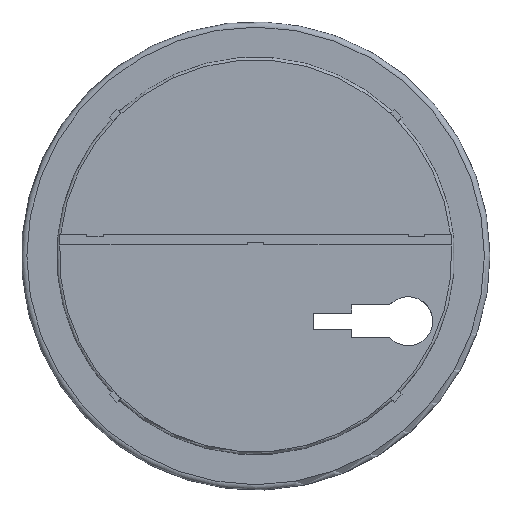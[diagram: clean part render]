
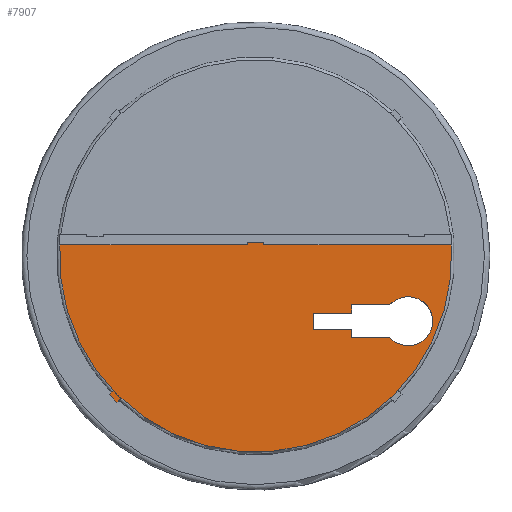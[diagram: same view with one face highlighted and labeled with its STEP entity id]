
A CAD part, top view. The second image highlights one B-rep face of the part: STEP entity #7907.
In plain terms, the highlighted planar face has unit normal (0, 0, 1).
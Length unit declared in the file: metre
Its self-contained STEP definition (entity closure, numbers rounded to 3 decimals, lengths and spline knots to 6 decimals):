
#178=PLANE('',#8412);
#534=LINE('',#11283,#1280);
#536=LINE('',#11287,#1282);
#537=LINE('',#11290,#1283);
#538=LINE('',#11294,#1284);
#539=LINE('',#11296,#1285);
#540=LINE('',#11298,#1286);
#541=LINE('',#11300,#1287);
#542=LINE('',#11302,#1288);
#543=LINE('',#11303,#1289);
#544=LINE('',#11305,#1290);
#545=LINE('',#11307,#1291);
#546=LINE('',#11308,#1292);
#547=LINE('',#11311,#1293);
#548=LINE('',#11313,#1294);
#549=LINE('',#11315,#1295);
#550=LINE('',#11316,#1296);
#551=LINE('',#11318,#1297);
#1280=VECTOR('',#8996,1.);
#1282=VECTOR('',#9000,1.);
#1283=VECTOR('',#9001,1.);
#1284=VECTOR('',#9004,1.);
#1285=VECTOR('',#9005,1.);
#1286=VECTOR('',#9006,1.);
#1287=VECTOR('',#9007,1.);
#1288=VECTOR('',#9008,1.);
#1289=VECTOR('',#9009,1.);
#1290=VECTOR('',#9010,1.);
#1291=VECTOR('',#9011,1.);
#1292=VECTOR('',#9012,1.);
#1293=VECTOR('',#9013,1.);
#1294=VECTOR('',#9014,1.);
#1295=VECTOR('',#9015,1.);
#1296=VECTOR('',#9016,1.);
#1297=VECTOR('',#9017,1.);
#1940=CIRCLE('',#8360,0.036);
#1942=CIRCLE('',#8363,0.036);
#1980=CIRCLE('',#8409,0.0045);
#1982=CIRCLE('',#8413,0.036);
#2394=ORIENTED_EDGE('',*,*,#4847,.F.);
#2395=ORIENTED_EDGE('',*,*,#4848,.T.);
#2396=ORIENTED_EDGE('',*,*,#4849,.T.);
#2397=ORIENTED_EDGE('',*,*,#4850,.F.);
#2398=ORIENTED_EDGE('',*,*,#4851,.T.);
#2399=ORIENTED_EDGE('',*,*,#4852,.T.);
#2400=ORIENTED_EDGE('',*,*,#4853,.F.);
#2401=ORIENTED_EDGE('',*,*,#4854,.F.);
#2402=ORIENTED_EDGE('',*,*,#4539,.T.);
#2403=ORIENTED_EDGE('',*,*,#4533,.T.);
#2404=ORIENTED_EDGE('',*,*,#4855,.T.);
#2405=ORIENTED_EDGE('',*,*,#4856,.T.);
#2406=ORIENTED_EDGE('',*,*,#4857,.F.);
#2407=ORIENTED_EDGE('',*,*,#4858,.T.);
#2408=ORIENTED_EDGE('',*,*,#4859,.T.);
#2409=ORIENTED_EDGE('',*,*,#4860,.F.);
#2410=ORIENTED_EDGE('',*,*,#4861,.T.);
#2411=ORIENTED_EDGE('',*,*,#4845,.T.);
#2412=ORIENTED_EDGE('',*,*,#4840,.F.);
#2413=ORIENTED_EDGE('',*,*,#4862,.F.);
#2414=ORIENTED_EDGE('',*,*,#4863,.F.);
#4533=EDGE_CURVE('',#5763,#5762,#1940,.T.);
#4539=EDGE_CURVE('',#5768,#5763,#1942,.T.);
#4840=EDGE_CURVE('',#6059,#6060,#1980,.T.);
#4845=EDGE_CURVE('',#6063,#6060,#534,.T.);
#4847=EDGE_CURVE('',#6064,#6065,#536,.T.);
#4848=EDGE_CURVE('',#6064,#6066,#537,.T.);
#4849=EDGE_CURVE('',#6066,#6067,#1982,.T.);
#4850=EDGE_CURVE('',#6068,#6067,#538,.T.);
#4851=EDGE_CURVE('',#6068,#6069,#539,.T.);
#4852=EDGE_CURVE('',#6069,#6070,#540,.T.);
#4853=EDGE_CURVE('',#6071,#6070,#541,.T.);
#4854=EDGE_CURVE('',#5768,#6071,#542,.T.);
#4855=EDGE_CURVE('',#5762,#6072,#543,.T.);
#4856=EDGE_CURVE('',#6072,#6073,#544,.T.);
#4857=EDGE_CURVE('',#6065,#6073,#545,.T.);
#4858=EDGE_CURVE('',#6074,#6075,#546,.T.);
#4859=EDGE_CURVE('',#6075,#6076,#547,.T.);
#4860=EDGE_CURVE('',#6077,#6076,#548,.T.);
#4861=EDGE_CURVE('',#6077,#6063,#549,.T.);
#4862=EDGE_CURVE('',#6078,#6059,#550,.T.);
#4863=EDGE_CURVE('',#6074,#6078,#551,.T.);
#5762=VERTEX_POINT('',#10383);
#5763=VERTEX_POINT('',#10385);
#5768=VERTEX_POINT('',#10409);
#6059=VERTEX_POINT('',#11273);
#6060=VERTEX_POINT('',#11275);
#6063=VERTEX_POINT('',#11284);
#6064=VERTEX_POINT('',#11288);
#6065=VERTEX_POINT('',#11289);
#6066=VERTEX_POINT('',#11291);
#6067=VERTEX_POINT('',#11293);
#6068=VERTEX_POINT('',#11295);
#6069=VERTEX_POINT('',#11297);
#6070=VERTEX_POINT('',#11299);
#6071=VERTEX_POINT('',#11301);
#6072=VERTEX_POINT('',#11304);
#6073=VERTEX_POINT('',#11306);
#6074=VERTEX_POINT('',#11309);
#6075=VERTEX_POINT('',#11310);
#6076=VERTEX_POINT('',#11312);
#6077=VERTEX_POINT('',#11314);
#6078=VERTEX_POINT('',#11317);
#6967=EDGE_LOOP('',(#2394,#2395,#2396,#2397,#2398,#2399,#2400,#2401,#2402,
#2403,#2404,#2405,#2406));
#6968=EDGE_LOOP('',(#2407,#2408,#2409,#2410,#2411,#2412,#2413,#2414));
#7442=FACE_BOUND('',#6967,.T.);
#7443=FACE_BOUND('',#6968,.T.);
#7907=ADVANCED_FACE('',(#7442,#7443),#178,.F.);
#8360=AXIS2_PLACEMENT_3D('',#10384,#8755,#8756);
#8363=AXIS2_PLACEMENT_3D('',#10408,#8761,#8762);
#8409=AXIS2_PLACEMENT_3D('',#11274,#8987,#8988);
#8412=AXIS2_PLACEMENT_3D('',#11286,#8998,#8999);
#8413=AXIS2_PLACEMENT_3D('',#11292,#9002,#9003);
#8755=DIRECTION('',(0.,0.,1.));
#8756=DIRECTION('',(1.,0.,0.));
#8761=DIRECTION('',(0.,0.,1.));
#8762=DIRECTION('',(1.,0.,0.));
#8987=DIRECTION('',(0.,0.,1.));
#8988=DIRECTION('',(1.,0.,0.));
#8996=DIRECTION('',(1.,0.,0.));
#8998=DIRECTION('',(0.,0.,-1.));
#8999=DIRECTION('',(-1.,0.,0.));
#9000=DIRECTION('',(0.,1.,0.));
#9001=DIRECTION('',(-1.,0.,0.));
#9002=DIRECTION('',(0.,0.,1.));
#9003=DIRECTION('',(1.,0.,0.));
#9004=DIRECTION('',(0.707,-0.707,0.));
#9005=DIRECTION('',(-0.707,-0.707,0.));
#9006=DIRECTION('',(0.707,-0.707,0.));
#9007=DIRECTION('',(-0.707,-0.707,0.));
#9008=DIRECTION('',(0.707,-0.707,0.));
#9009=DIRECTION('',(-1.,0.,0.));
#9010=DIRECTION('',(0.,1.,0.));
#9011=DIRECTION('',(1.,0.,0.));
#9012=DIRECTION('',(-1.,0.,0.));
#9013=DIRECTION('',(0.,1.,0.));
#9014=DIRECTION('',(-1.,0.,0.));
#9015=DIRECTION('',(0.,1.,0.));
#9016=DIRECTION('',(1.,0.,0.));
#9017=DIRECTION('',(0.,-1.,0.));
#10383=CARTESIAN_POINT('',(0.035944,0.002,0.005));
#10384=CARTESIAN_POINT('',(0.,0.,0.005));
#10385=CARTESIAN_POINT('',(0.025456,-0.025456,0.005));
#10408=CARTESIAN_POINT('',(0.,0.,0.005));
#10409=CARTESIAN_POINT('',(-0.025456,-0.025456,0.005));
#11273=CARTESIAN_POINT('',(0.024646,-0.015,0.005));
#11274=CARTESIAN_POINT('',(0.028,-0.012,0.005));
#11275=CARTESIAN_POINT('',(0.024646,-0.009,0.005));
#11283=CARTESIAN_POINT('',(0.021146,-0.009,0.005));
#11284=CARTESIAN_POINT('',(0.017646,-0.009,0.005));
#11286=CARTESIAN_POINT('',(-0.018,0.,0.005));
#11287=CARTESIAN_POINT('',(-0.0015,0.00225,0.005));
#11288=CARTESIAN_POINT('',(-0.0015,0.002,0.005));
#11289=CARTESIAN_POINT('',(-0.0015,0.0025,0.005));
#11290=CARTESIAN_POINT('',(-0.01875,0.002,0.005));
#11291=CARTESIAN_POINT('',(-0.035944,0.002,0.005));
#11292=CARTESIAN_POINT('',(0.,0.,0.005));
#11293=CARTESIAN_POINT('',(-0.025456,-0.025456,0.005));
#11294=CARTESIAN_POINT('',(-0.025102,-0.025809,0.005));
#11295=CARTESIAN_POINT('',(-0.026163,-0.024749,0.005));
#11296=CARTESIAN_POINT('',(-0.026517,-0.025102,0.005));
#11297=CARTESIAN_POINT('',(-0.02687,-0.025456,0.005));
#11298=CARTESIAN_POINT('',(-0.026517,-0.025809,0.005));
#11299=CARTESIAN_POINT('',(-0.025456,-0.02687,0.005));
#11300=CARTESIAN_POINT('',(-0.025102,-0.026517,0.005));
#11301=CARTESIAN_POINT('',(-0.024749,-0.026163,0.005));
#11302=CARTESIAN_POINT('',(-0.025102,-0.025809,0.005));
#11303=CARTESIAN_POINT('',(0.01875,0.002,0.005));
#11304=CARTESIAN_POINT('',(0.0015,0.002,0.005));
#11305=CARTESIAN_POINT('',(0.0015,0.00225,0.005));
#11306=CARTESIAN_POINT('',(0.0015,0.0025,0.005));
#11307=CARTESIAN_POINT('',(0.,0.0025,0.005));
#11308=CARTESIAN_POINT('',(0.014146,-0.0135,0.005));
#11309=CARTESIAN_POINT('',(0.017646,-0.0135,0.005));
#11310=CARTESIAN_POINT('',(0.010646,-0.0135,0.005));
#11311=CARTESIAN_POINT('',(0.010646,-0.01125,0.005));
#11312=CARTESIAN_POINT('',(0.010646,-0.0105,0.005));
#11313=CARTESIAN_POINT('',(0.014146,-0.0105,0.005));
#11314=CARTESIAN_POINT('',(0.017646,-0.0105,0.005));
#11315=CARTESIAN_POINT('',(0.017646,-0.00975,0.005));
#11316=CARTESIAN_POINT('',(0.021146,-0.015,0.005));
#11317=CARTESIAN_POINT('',(0.017646,-0.015,0.005));
#11318=CARTESIAN_POINT('',(0.017646,-0.01425,0.005));
